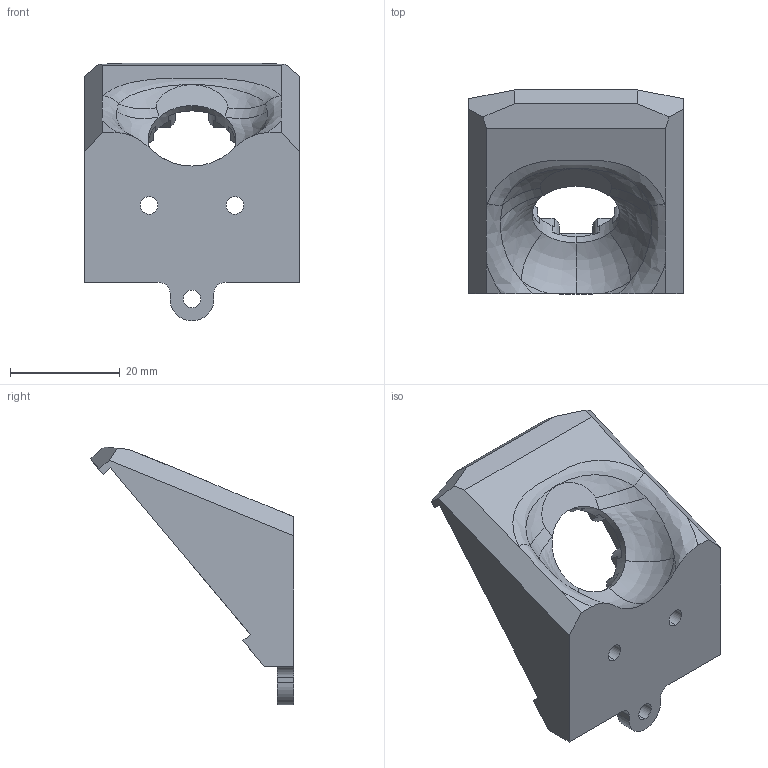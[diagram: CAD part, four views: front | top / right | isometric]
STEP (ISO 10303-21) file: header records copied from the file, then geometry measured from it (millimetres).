
FILE_DESCRIPTION (( 'STEP AP214' ), '1' );
FILE_NAME ('camera extension.STEP', '2026-01-24T18:54:36', ( '' ), ( '' ), 'SwSTEP 2.0', 'SolidWorks 2020', '' );
FILE_SCHEMA (( 'AUTOMOTIVE_DESIGN' ));
Length unit declared in the file: millimetre
Products named in the file (1): camera extension
Bounding box: 39 x 37.02 x 46.86 mm (x, y, z)
Volume: 14833 mm3; surface area: 7015.8 mm2
Topology: 1 solids, 1 shells, 113 faces, 314 edges, 207 vertices
Faces by surface type: plane 70, cylinder 33, bspline 8, torus 2
Entity records: 4439 total; most frequent: CARTESIAN_POINT 1501, ORIENTED_EDGE 628, DIRECTION 588, EDGE_CURVE 314, VERTEX_POINT 207, LINE 198, VECTOR 198, AXIS2_PLACEMENT_3D 195
